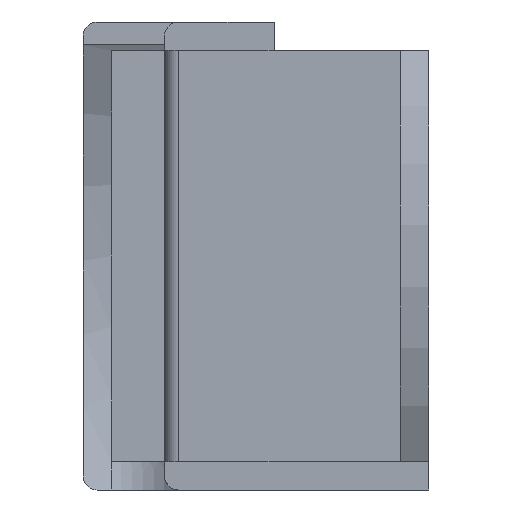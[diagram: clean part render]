
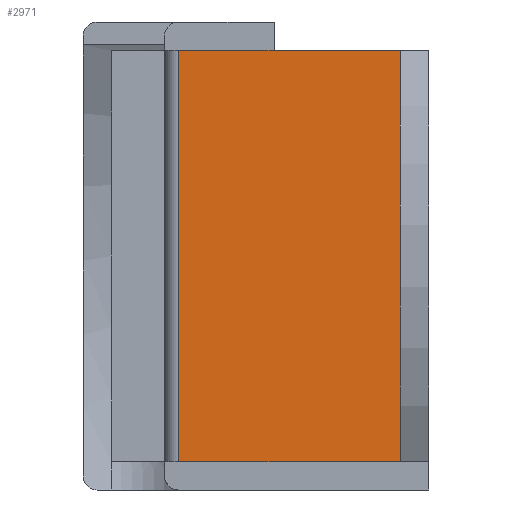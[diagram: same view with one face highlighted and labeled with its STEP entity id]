
A CAD part, left-side view. The second image highlights one B-rep face of the part: STEP entity #2971.
In plain terms, the highlighted planar face has unit normal (-1, 0, 0).
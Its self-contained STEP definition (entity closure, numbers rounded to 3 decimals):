
#1=DIRECTION('',(0.,-1.,0.));
#2=VECTOR('',#1,5.45);
#3=CARTESIAN_POINT('',(-15.2,6.15,0.));
#4=LINE('',#3,#2);
#25=DIRECTION('',(0.,0.,-1.));
#26=VECTOR('',#25,10.1);
#27=CARTESIAN_POINT('',(-15.2,6.15,10.1));
#28=LINE('',#27,#26);
#67=DIRECTION('',(0.,-1.,0.));
#68=VECTOR('',#67,5.45);
#69=CARTESIAN_POINT('',(-15.2,6.15,10.1));
#70=LINE('',#69,#68);
#683=DIRECTION('',(0.,0.,1.));
#684=VECTOR('',#683,10.1);
#685=CARTESIAN_POINT('',(-15.2,0.7,0.));
#686=LINE('',#685,#684);
#2216=CARTESIAN_POINT('',(-15.2,0.7,0.));
#2217=CARTESIAN_POINT('',(-15.2,0.7,10.1));
#2218=VERTEX_POINT('',#2216);
#2219=VERTEX_POINT('',#2217);
#2330=CARTESIAN_POINT('',(-15.2,6.15,10.1));
#2331=CARTESIAN_POINT('',(-15.2,6.15,0.));
#2332=VERTEX_POINT('',#2330);
#2333=VERTEX_POINT('',#2331);
#2958=CARTESIAN_POINT('',(-15.2,6.5,0.));
#2959=DIRECTION('',(-1.,0.,0.));
#2960=DIRECTION('',(0.,-1.,0.));
#2961=AXIS2_PLACEMENT_3D('',#2958,#2959,#2960);
#2962=PLANE('',#2961);
#2963=ORIENTED_EDGE('',*,*,#2948,.F.);
#2965=ORIENTED_EDGE('',*,*,#2964,.T.);
#2967=ORIENTED_EDGE('',*,*,#2966,.F.);
#2968=ORIENTED_EDGE('',*,*,#2928,.F.);
#2969=EDGE_LOOP('',(#2963,#2965,#2967,#2968));
#2970=FACE_OUTER_BOUND('',#2969,.F.);
#2971=ADVANCED_FACE('',(#2970),#2962,.T.);
#2928=EDGE_CURVE('',#2333,#2218,#4,.T.);
#2948=EDGE_CURVE('',#2332,#2333,#28,.T.);
#2964=EDGE_CURVE('',#2332,#2219,#70,.T.);
#2966=EDGE_CURVE('',#2218,#2219,#686,.T.);
